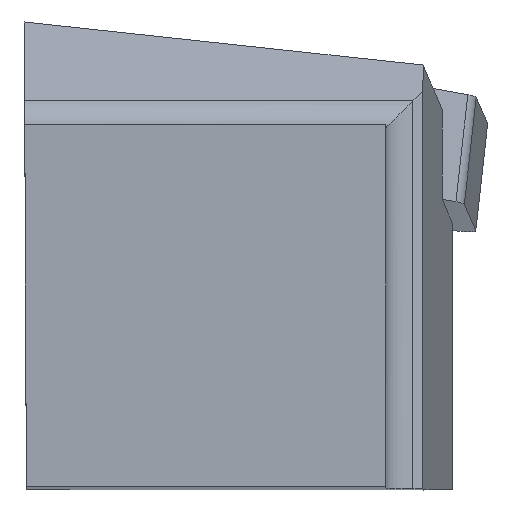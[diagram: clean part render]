
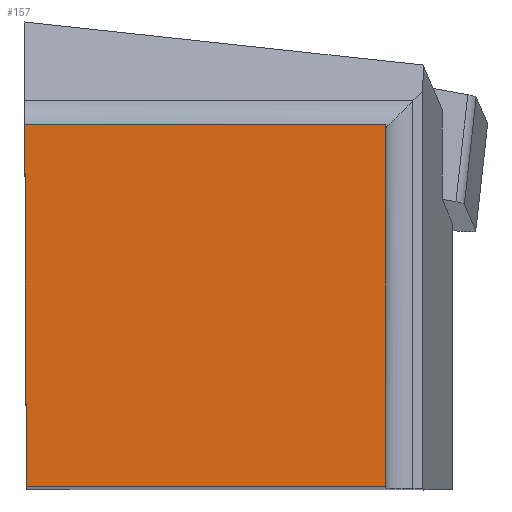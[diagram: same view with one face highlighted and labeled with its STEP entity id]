
A CAD part, top view. The second image highlights one B-rep face of the part: STEP entity #157.
In plain terms, the highlighted planar face has unit normal (0, 0, 1).
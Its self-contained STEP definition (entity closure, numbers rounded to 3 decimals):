
#124=FACE_OUTER_BOUND('',#359,.T.);
#157=ADVANCED_FACE('SHANK_FACE_BACK',(#124),#187,.F.);
#187=PLANE('',#810);
#242=LINE('',#1228,#307);
#245=LINE('',#1233,#310);
#247=LINE('',#1239,#312);
#248=LINE('',#1241,#313);
#307=VECTOR('',#952,1.);
#310=VECTOR('',#959,1.);
#312=VECTOR('',#965,1.);
#313=VECTOR('',#966,1.);
#359=EDGE_LOOP('',(#483,#484,#485,#486));
#483=ORIENTED_EDGE('',*,*,#669,.F.);
#484=ORIENTED_EDGE('',*,*,#666,.T.);
#485=ORIENTED_EDGE('',*,*,#672,.T.);
#486=ORIENTED_EDGE('',*,*,#673,.F.);
#591=VERTEX_POINT('',#1220);
#594=VERTEX_POINT('',#1227);
#595=VERTEX_POINT('',#1234);
#597=VERTEX_POINT('',#1240);
#666=EDGE_CURVE('',#591,#594,#242,.T.);
#669=EDGE_CURVE('',#591,#595,#245,.T.);
#672=EDGE_CURVE('',#594,#597,#247,.T.);
#673=EDGE_CURVE('',#595,#597,#248,.T.);
#810=AXIS2_PLACEMENT_3D('',#1242,#967,#968);
#952=DIRECTION('',(1.,0.,0.));
#959=DIRECTION('',(-0.004,1.,0.));
#965=DIRECTION('',(0.,1.,0.));
#966=DIRECTION('',(1.,0.,0.));
#967=DIRECTION('',(0.,0.,-1.));
#968=DIRECTION('',(-0.994,0.111,0.));
#1220=CARTESIAN_POINT('',(0.069,0.,0.));
#1227=CARTESIAN_POINT('',(15.875,0.,0.));
#1228=CARTESIAN_POINT('',(-6.294,0.,0.));
#1233=CARTESIAN_POINT('',(0.593,-120.144,0.));
#1234=CARTESIAN_POINT('',(0.,15.875,0.));
#1239=CARTESIAN_POINT('',(15.875,-6.294,0.));
#1240=CARTESIAN_POINT('',(15.875,15.875,0.));
#1241=CARTESIAN_POINT('',(-6.294,15.875,0.));
#1242=CARTESIAN_POINT('',(0.,0.,
0.));
